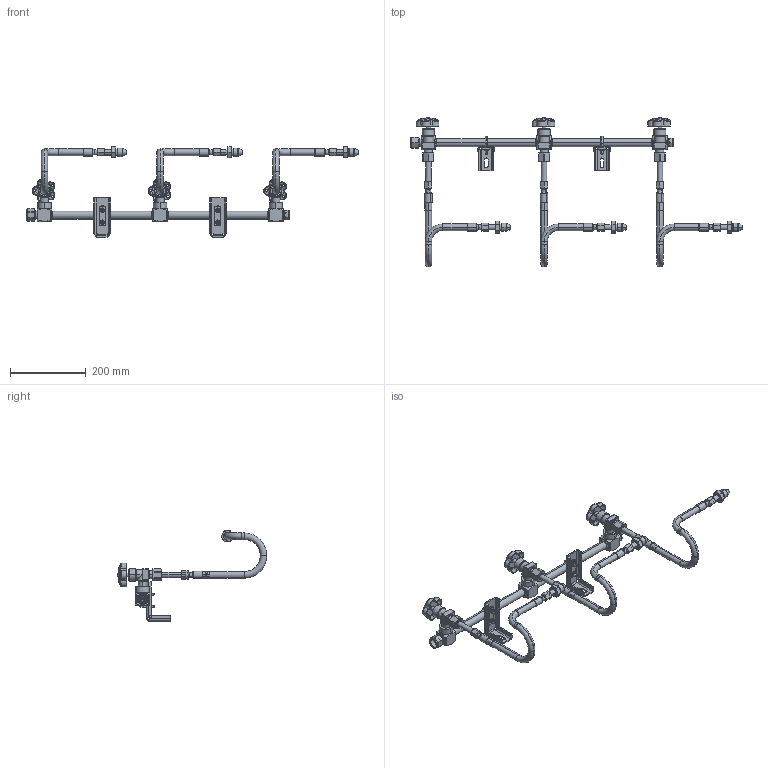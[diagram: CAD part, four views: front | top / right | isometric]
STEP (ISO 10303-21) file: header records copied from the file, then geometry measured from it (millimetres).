
FILE_DESCRIPTION((''),'2;1');
FILE_NAME('M53-38T_ASM','2021-07-19T15:32:12',('CRosado'),('MATHESON TRI-GAS'),'CREO PARAMETRIC BY PTC INC, 2018260','CREO PARAMETRIC BY PTC INC, 2018260','');
FILE_SCHEMA(('CONFIG_CONTROL_DESIGN'));
Length unit declared in the file: inch
Products named in the file (13): MHDR-0121-BF; MPLU-0063-SA; MBRA-0537-UE; MCLM-0006-UG; MCNN-0252-BA; MHSE-0203-END; MHSE-0203-FLEX001; MHSE-0203-FLEX_ASM; MHSE-0203-LABEL; MHSE-0203-SA_ASM; MCNN-0767-BA; MBUS-0025-BO; M53-38T_ASM
Assembly tree (21 placements, depth 4):
  M53-38T_ASM
    MHDR-0121-BF
    MPLU-0063-SA
    MBRA-0537-UE  x2
    MCLM-0006-UG  x2
    MCNN-0252-BA  x3
    MHSE-0203-SA_ASM  x3
      MHSE-0203-END
      MHSE-0203-FLEX_ASM
        MHSE-0203-FLEX001
      MHSE-0203-LABEL
    MCNN-0767-BA  x3
    MBUS-0025-BO
Bounding box: 874.12 x 393.97 x 237.62 mm (x, y, z)
Volume: 368108 mm3; surface area: 502016.9 mm2
Topology: 27 solids, 29 shells, 1693 faces, 4442 edges, 2850 vertices
Faces by surface type: cylinder 522, cone 462, plane 459, bspline 128, torus 114, sphere 8
Entity records: 44966 total; most frequent: CARTESIAN_POINT 17621, ORIENTED_EDGE 6012, DIRECTION 5270, EDGE_CURVE 3022, AXIS2_PLACEMENT_3D 2193, VERTEX_POINT 1978, EDGE_LOOP 1222, CIRCLE 1166
